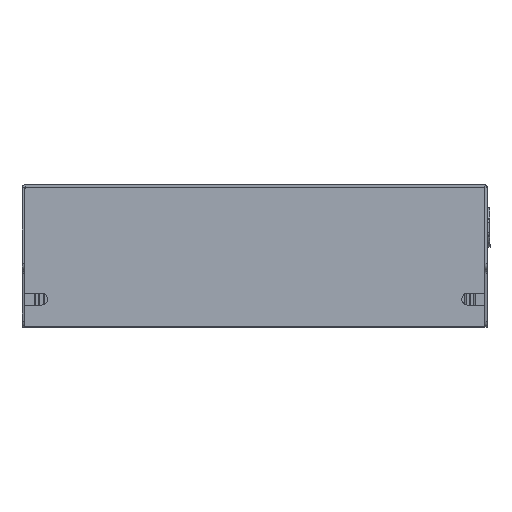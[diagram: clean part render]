
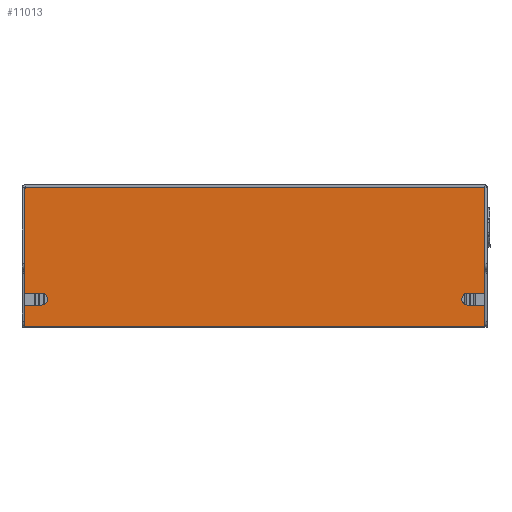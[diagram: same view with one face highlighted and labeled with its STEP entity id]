
A CAD part, top view. The second image highlights one B-rep face of the part: STEP entity #11013.
In plain terms, the highlighted planar face has unit normal (0, 0, 1).
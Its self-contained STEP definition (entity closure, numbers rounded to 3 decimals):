
#2591 = ORIENTED_EDGE ( 'NONE', *, *, #16419, .F. ) ;
#2615 = DIRECTION ( 'NONE',  ( 1., 0., 0. ) ) ;
#2800 = VECTOR ( 'NONE', #38975, 1000. ) ;
#3370 = VERTEX_POINT ( 'NONE', #45992 ) ;
#4407 = LINE ( 'NONE', #32550, #31450 ) ;
#4414 = DIRECTION ( 'NONE',  ( 0., 0., 1. ) ) ;
#4566 = EDGE_CURVE ( 'NONE', #13804, #39447, #61536, .T. ) ;
#5289 = CARTESIAN_POINT ( 'NONE',  ( 87.5, 1.6, 0. ) ) ;
#6091 = CARTESIAN_POINT ( 'NONE',  ( 87.5, 1.6, 0. ) ) ;
#6336 = EDGE_CURVE ( 'NONE', #6771, #3370, #38095, .T. ) ;
#6771 = VERTEX_POINT ( 'NONE', #25191 ) ;
#8891 = AXIS2_PLACEMENT_3D ( 'NONE', #63635, #33070, #2615 ) ;
#9100 = AXIS2_PLACEMENT_3D ( 'NONE', #41487, #10940, #46624 ) ;
#9601 = VERTEX_POINT ( 'NONE', #54339 ) ;
#9973 = CARTESIAN_POINT ( 'NONE',  ( 87.5, 54.6, 0. ) ) ;
#10367 = DIRECTION ( 'NONE',  ( 0., 1., 0. ) ) ;
#10459 = LINE ( 'NONE', #6091, #25586 ) ;
#10940 = DIRECTION ( 'NONE',  ( 0., 0., 1. ) ) ;
#11013 = ADVANCED_FACE ( 'NONE', ( #45802 ), #25830, .T. ) ;
#12025 = CARTESIAN_POINT ( 'NONE',  ( 87.5, 9.85, 0. ) ) ;
#12556 = AXIS2_PLACEMENT_3D ( 'NONE', #50159, #19604, #55310 ) ;
#13067 = ORIENTED_EDGE ( 'NONE', *, *, #40072, .T. ) ;
#13804 = VERTEX_POINT ( 'NONE', #5289 ) ;
#13951 = LINE ( 'NONE', #48713, #42740 ) ;
#14976 = CARTESIAN_POINT ( 'NONE',  ( -87.5, 9.85, 0. ) ) ;
#15427 = ORIENTED_EDGE ( 'NONE', *, *, #62713, .F. ) ;
#15601 = LINE ( 'NONE', #9973, #29192 ) ;
#15797 = CARTESIAN_POINT ( 'NONE',  ( 87.5, 18.254, 0. ) ) ;
#16323 = CARTESIAN_POINT ( 'NONE',  ( 86.5, 54.6, 0. ) ) ;
#16419 = EDGE_CURVE ( 'NONE', #58678, #9601, #38672, .T. ) ;
#16506 = CIRCLE ( 'NONE', #12556, 2.25 ) ;
#16561 = DIRECTION ( 'NONE',  ( 0., 0., 1. ) ) ;
#16945 = ORIENTED_EDGE ( 'NONE', *, *, #30686, .F. ) ;
#17136 = DIRECTION ( 'NONE',  ( 0., 1., 0. ) ) ;
#17179 = LINE ( 'NONE', #35079, #42779 ) ;
#17851 = LINE ( 'NONE', #23544, #2800 ) ;
#18970 = LINE ( 'NONE', #54169, #58131 ) ;
#19604 = DIRECTION ( 'NONE',  ( 0., 0., 1. ) ) ;
#20774 = LINE ( 'NONE', #49788, #59950 ) ;
#20906 = DIRECTION ( 'NONE',  ( 1., 0., 0. ) ) ;
#23544 = CARTESIAN_POINT ( 'NONE',  ( -97.038, 9.85, 0. ) ) ;
#24111 = CARTESIAN_POINT ( 'NONE',  ( -87.5, 1.6, 0. ) ) ;
#24143 = EDGE_CURVE ( 'NONE', #27931, #30645, #17851, .T. ) ;
#24194 = VERTEX_POINT ( 'NONE', #65275 ) ;
#25060 = VECTOR ( 'NONE', #42645, 1000. ) ;
#25061 = CARTESIAN_POINT ( 'NONE',  ( -87.5, 14.35, 0. ) ) ;
#25191 = CARTESIAN_POINT ( 'NONE',  ( -86.5, 54.6, 0. ) ) ;
#25586 = VECTOR ( 'NONE', #61773, 1000. ) ;
#25830 = PLANE ( 'NONE',  #45110 ) ;
#26245 = CARTESIAN_POINT ( 'NONE',  ( -81., 14.35, 0. ) ) ;
#27105 = ORIENTED_EDGE ( 'NONE', *, *, #55350, .F. ) ;
#27788 = VERTEX_POINT ( 'NONE', #24111 ) ;
#27931 = VERTEX_POINT ( 'NONE', #14976 ) ;
#28973 = ORIENTED_EDGE ( 'NONE', *, *, #6336, .T. ) ;
#29060 = VERTEX_POINT ( 'NONE', #25061 ) ;
#29192 = VECTOR ( 'NONE', #45676, 1000. ) ;
#29432 = EDGE_CURVE ( 'NONE', #34921, #47660, #53071, .T. ) ;
#29680 = CARTESIAN_POINT ( 'NONE',  ( 81., 9.85, 0. ) ) ;
#30645 = VERTEX_POINT ( 'NONE', #51031 ) ;
#30651 = CARTESIAN_POINT ( 'NONE',  ( 87.5, 18.254, 0. ) ) ;
#30686 = EDGE_CURVE ( 'NONE', #24194, #61167, #58273, .T. ) ;
#30944 = CARTESIAN_POINT ( 'NONE',  ( 87.5, 14.35, 0. ) ) ;
#31450 = VECTOR ( 'NONE', #17136, 1000. ) ;
#32550 = CARTESIAN_POINT ( 'NONE',  ( -87.5, 18.254, 0. ) ) ;
#32941 = ORIENTED_EDGE ( 'NONE', *, *, #4566, .T. ) ;
#33070 = DIRECTION ( 'NONE',  ( 0., 0., 1. ) ) ;
#33880 = EDGE_CURVE ( 'NONE', #27788, #27931, #4407, .T. ) ;
#34283 = ORIENTED_EDGE ( 'NONE', *, *, #37654, .F. ) ;
#34891 = CARTESIAN_POINT ( 'NONE',  ( -81., 12.1, 0. ) ) ;
#34921 = VERTEX_POINT ( 'NONE', #38196 ) ;
#35079 = CARTESIAN_POINT ( 'NONE',  ( -97.038, 14.35, 0. ) ) ;
#35548 = ORIENTED_EDGE ( 'NONE', *, *, #40255, .F. ) ;
#37453 = CARTESIAN_POINT ( 'NONE',  ( 97.038, 14.35, 0. ) ) ;
#37654 = EDGE_CURVE ( 'NONE', #55367, #39447, #20774, .T. ) ;
#38095 = CIRCLE ( 'NONE', #48093, 1. ) ;
#38196 = CARTESIAN_POINT ( 'NONE',  ( 87.5, 53.6, 0. ) ) ;
#38672 = LINE ( 'NONE', #37453, #25060 ) ;
#38975 = DIRECTION ( 'NONE',  ( 1., 0., 0. ) ) ;
#39253 = AXIS2_PLACEMENT_3D ( 'NONE', #34891, #4414, #40007 ) ;
#39447 = VERTEX_POINT ( 'NONE', #12025 ) ;
#40007 = DIRECTION ( 'NONE',  ( -1., 0., 0. ) ) ;
#40072 = EDGE_CURVE ( 'NONE', #58678, #34921, #13951, .T. ) ;
#40203 = DIRECTION ( 'NONE',  ( -1., 0., 0. ) ) ;
#40255 = EDGE_CURVE ( 'NONE', #30645, #24194, #45086, .T. ) ;
#41487 = CARTESIAN_POINT ( 'NONE',  ( -81., 12.1, 0. ) ) ;
#42645 = DIRECTION ( 'NONE',  ( -1., 0., 0. ) ) ;
#42740 = VECTOR ( 'NONE', #48277, 1000. ) ;
#42779 = VECTOR ( 'NONE', #40203, 1000. ) ;
#44481 = ORIENTED_EDGE ( 'NONE', *, *, #24143, .F. ) ;
#44719 = DIRECTION ( 'NONE',  ( 1., 0., 0. ) ) ;
#45086 = CIRCLE ( 'NONE', #39253, 2.25 ) ;
#45110 = AXIS2_PLACEMENT_3D ( 'NONE', #15797, #51471, #20906 ) ;
#45676 = DIRECTION ( 'NONE',  ( -1., 0., 0. ) ) ;
#45707 = ORIENTED_EDGE ( 'NONE', *, *, #29432, .T. ) ;
#45802 = FACE_OUTER_BOUND ( 'NONE', #51661, .T. ) ;
#45992 = CARTESIAN_POINT ( 'NONE',  ( -87.5, 53.6, 0. ) ) ;
#46624 = DIRECTION ( 'NONE',  ( -1., 0., 0. ) ) ;
#46718 = ORIENTED_EDGE ( 'NONE', *, *, #48214, .F. ) ;
#47153 = CARTESIAN_POINT ( 'NONE',  ( -86.5, 53.6, 0. ) ) ;
#47660 = VERTEX_POINT ( 'NONE', #16323 ) ;
#47949 = VECTOR ( 'NONE', #10367, 1000. ) ;
#48093 = AXIS2_PLACEMENT_3D ( 'NONE', #47153, #16561, #52227 ) ;
#48214 = EDGE_CURVE ( 'NONE', #13804, #27788, #10459, .T. ) ;
#48277 = DIRECTION ( 'NONE',  ( 0., 1., 0. ) ) ;
#48713 = CARTESIAN_POINT ( 'NONE',  ( 87.5, 18.254, 0. ) ) ;
#49788 = CARTESIAN_POINT ( 'NONE',  ( 97.038, 9.85, 0. ) ) ;
#50159 = CARTESIAN_POINT ( 'NONE',  ( 81., 12.1, 0. ) ) ;
#51031 = CARTESIAN_POINT ( 'NONE',  ( -81., 9.85, 0. ) ) ;
#51471 = DIRECTION ( 'NONE',  ( 0., 0., 1. ) ) ;
#51661 = EDGE_LOOP ( 'NONE', ( #65806, #28973, #15427, #56079, #16945, #35548, #44481, #52151, #46718, #32941, #34283, #27105, #2591, #13067, #45707 ) ) ;
#52151 = ORIENTED_EDGE ( 'NONE', *, *, #33880, .F. ) ;
#52227 = DIRECTION ( 'NONE',  ( 1., 0., 0. ) ) ;
#53071 = CIRCLE ( 'NONE', #8891, 1. ) ;
#54169 = CARTESIAN_POINT ( 'NONE',  ( -87.5, 18.254, 0. ) ) ;
#54339 = CARTESIAN_POINT ( 'NONE',  ( 81., 14.35, 0. ) ) ;
#55310 = DIRECTION ( 'NONE',  ( 1., 0., 0. ) ) ;
#55350 = EDGE_CURVE ( 'NONE', #9601, #55367, #16506, .T. ) ;
#55367 = VERTEX_POINT ( 'NONE', #29680 ) ;
#56011 = EDGE_CURVE ( 'NONE', #47660, #6771, #15601, .T. ) ;
#56079 = ORIENTED_EDGE ( 'NONE', *, *, #64012, .F. ) ;
#58131 = VECTOR ( 'NONE', #59344, 1000. ) ;
#58273 = CIRCLE ( 'NONE', #9100, 2.25 ) ;
#58678 = VERTEX_POINT ( 'NONE', #30944 ) ;
#59344 = DIRECTION ( 'NONE',  ( 0., 1., 0. ) ) ;
#59950 = VECTOR ( 'NONE', #44719, 1000. ) ;
#61167 = VERTEX_POINT ( 'NONE', #26245 ) ;
#61536 = LINE ( 'NONE', #30651, #47949 ) ;
#61773 = DIRECTION ( 'NONE',  ( -1., 0., 0. ) ) ;
#62713 = EDGE_CURVE ( 'NONE', #29060, #3370, #18970, .T. ) ;
#63635 = CARTESIAN_POINT ( 'NONE',  ( 86.5, 53.6, 0. ) ) ;
#64012 = EDGE_CURVE ( 'NONE', #61167, #29060, #17179, .T. ) ;
#65275 = CARTESIAN_POINT ( 'NONE',  ( -78.75, 12.1, 0. ) ) ;
#65806 = ORIENTED_EDGE ( 'NONE', *, *, #56011, .T. ) ;
